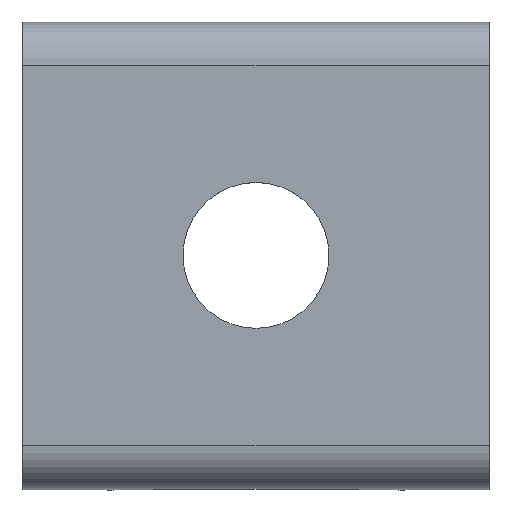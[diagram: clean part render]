
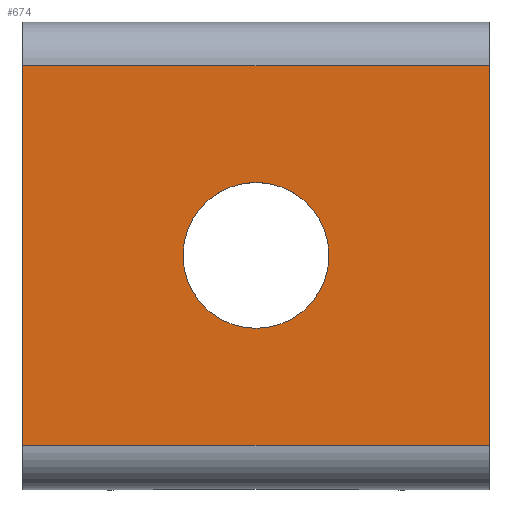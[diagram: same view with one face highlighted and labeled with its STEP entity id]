
A CAD part, top view. The second image highlights one B-rep face of the part: STEP entity #674.
In plain terms, the highlighted planar face has unit normal (0, 0, 1).
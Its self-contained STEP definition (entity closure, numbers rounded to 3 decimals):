
#267 = VERTEX_POINT('',#268);
#268 = CARTESIAN_POINT('',(-1.5,-6.75,6.5));
#275 = EDGE_CURVE('',#267,#276,#278,.T.);
#276 = VERTEX_POINT('',#277);
#277 = CARTESIAN_POINT('',(-1.5,-0.25,6.5));
#278 = LINE('',#279,#280);
#279 = CARTESIAN_POINT('',(-1.5,-7.5,6.5));
#280 = VECTOR('',#281,1.);
#281 = DIRECTION('',(0.,1.,0.));
#367 = VERTEX_POINT('',#368);
#368 = CARTESIAN_POINT('',(6.5,-6.75,6.5));
#375 = EDGE_CURVE('',#267,#367,#376,.T.);
#376 = LINE('',#377,#378);
#377 = CARTESIAN_POINT('',(-1.5,-6.75,6.5));
#378 = VECTOR('',#379,1.);
#379 = DIRECTION('',(1.,0.,0.));
#415 = EDGE_CURVE('',#367,#416,#418,.T.);
#416 = VERTEX_POINT('',#417);
#417 = CARTESIAN_POINT('',(6.5,-0.25,6.5));
#418 = LINE('',#419,#420);
#419 = CARTESIAN_POINT('',(6.5,-7.5,6.5));
#420 = VECTOR('',#421,1.);
#421 = DIRECTION('',(0.,1.,0.));
#674 = ADVANCED_FACE('',(#675,#686),#697,.T.);
#675 = FACE_BOUND('',#676,.T.);
#676 = EDGE_LOOP('',(#677,#678,#679,#680));
#677 = ORIENTED_EDGE('',*,*,#275,.F.);
#678 = ORIENTED_EDGE('',*,*,#375,.T.);
#679 = ORIENTED_EDGE('',*,*,#415,.T.);
#680 = ORIENTED_EDGE('',*,*,#681,.F.);
#681 = EDGE_CURVE('',#276,#416,#682,.T.);
#682 = LINE('',#683,#684);
#683 = CARTESIAN_POINT('',(-1.5,-0.25,6.5));
#684 = VECTOR('',#685,1.);
#685 = DIRECTION('',(1.,0.,0.));
#686 = FACE_BOUND('',#687,.T.);
#687 = EDGE_LOOP('',(#688));
#688 = ORIENTED_EDGE('',*,*,#689,.F.);
#689 = EDGE_CURVE('',#690,#690,#692,.T.);
#690 = VERTEX_POINT('',#691);
#691 = CARTESIAN_POINT('',(2.5,-2.25,6.5));
#692 = CIRCLE('',#693,1.25);
#693 = AXIS2_PLACEMENT_3D('',#694,#695,#696);
#694 = CARTESIAN_POINT('',(2.5,-3.5,6.5));
#695 = DIRECTION('',(0.,0.,1.));
#696 = DIRECTION('',(0.,1.,0.));
#697 = PLANE('',#698);
#698 = AXIS2_PLACEMENT_3D('',#699,#700,#701);
#699 = CARTESIAN_POINT('',(-1.5,-7.5,6.5));
#700 = DIRECTION('',(0.,0.,1.));
#701 = DIRECTION('',(0.,1.,0.));
